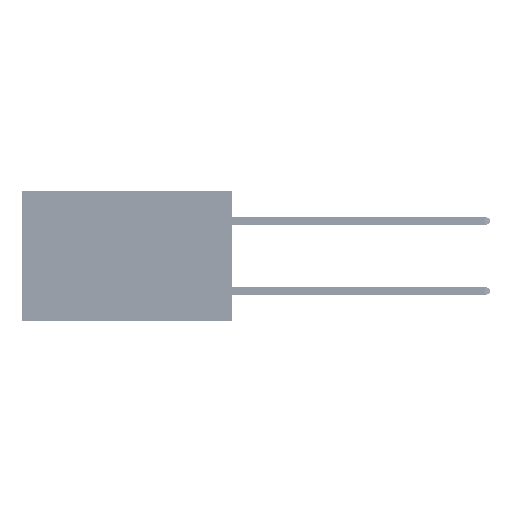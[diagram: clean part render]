
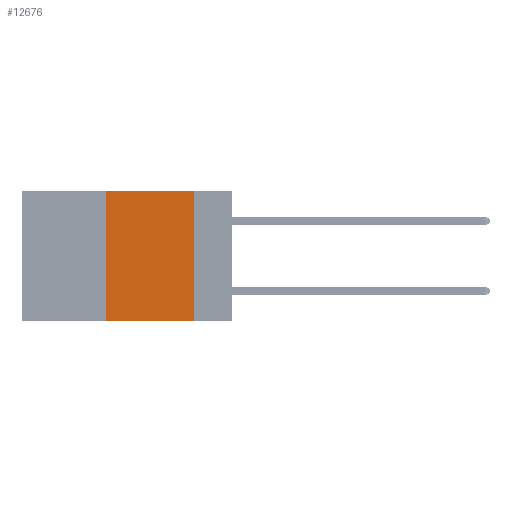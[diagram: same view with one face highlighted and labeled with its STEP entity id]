
A CAD part, left-side view. The second image highlights one B-rep face of the part: STEP entity #12676.
In plain terms, the highlighted planar face has unit normal (-1, 0, 0).
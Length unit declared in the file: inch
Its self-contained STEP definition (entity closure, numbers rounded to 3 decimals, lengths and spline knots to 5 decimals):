
#240 = CARTESIAN_POINT ( 'NONE',  ( 0., 0.6, 0. ) ) ;
#528 = VERTEX_POINT ( 'NONE', #16776 ) ;
#4063 = CARTESIAN_POINT ( 'NONE',  ( 0., 0.11, 0. ) ) ;
#4276 = EDGE_CURVE ( 'NONE', #37848, #528, #40174, .T. ) ;
#7675 = LINE ( 'NONE', #240, #17868 ) ;
#8366 = ORIENTED_EDGE ( 'NONE', *, *, #4276, .T. ) ;
#10017 = VECTOR ( 'NONE', #22972, 39.37008 ) ;
#10209 = AXIS2_PLACEMENT_3D ( 'NONE', #37795, #13213, #17326 ) ;
#12676 = ADVANCED_FACE ( 'NONE', ( #37467 ), #25626, .F. ) ;
#13213 = DIRECTION ( 'NONE',  ( 1., 0., 0. ) ) ;
#14717 = DIRECTION ( 'NONE',  ( 0., 0., 1. ) ) ;
#16776 = CARTESIAN_POINT ( 'NONE',  ( 0., 0.11, -0.37 ) ) ;
#17326 = DIRECTION ( 'NONE',  ( 0., 0., -1. ) ) ;
#17868 = VECTOR ( 'NONE', #24999, 39.37008 ) ;
#18162 = LINE ( 'NONE', #23012, #43190 ) ;
#18729 = EDGE_CURVE ( 'NONE', #42488, #47464, #7675, .T. ) ;
#20444 = ORIENTED_EDGE ( 'NONE', *, *, #18729, .F. ) ;
#22126 = EDGE_CURVE ( 'NONE', #47464, #528, #23076, .T. ) ;
#22895 = CARTESIAN_POINT ( 'NONE',  ( 0., 0.36, -0.37 ) ) ;
#22972 = DIRECTION ( 'NONE',  ( 0., -1., 0. ) ) ;
#23012 = CARTESIAN_POINT ( 'NONE',  ( 0., 0.36, 0. ) ) ;
#23076 = LINE ( 'NONE', #4063, #27502 ) ;
#24999 = DIRECTION ( 'NONE',  ( 0., -1., 0. ) ) ;
#25626 = PLANE ( 'NONE',  #10209 ) ;
#27502 = VECTOR ( 'NONE', #41016, 39.37008 ) ;
#28058 = ORIENTED_EDGE ( 'NONE', *, *, #22126, .F. ) ;
#34537 = CARTESIAN_POINT ( 'NONE',  ( 0., 0.11, 0. ) ) ;
#34740 = ORIENTED_EDGE ( 'NONE', *, *, #36047, .F. ) ;
#36047 = EDGE_CURVE ( 'NONE', #37848, #42488, #18162, .T. ) ;
#37467 = FACE_OUTER_BOUND ( 'NONE', #41302, .T. ) ;
#37795 = CARTESIAN_POINT ( 'NONE',  ( 0., 0.6, 0. ) ) ;
#37848 = VERTEX_POINT ( 'NONE', #22895 ) ;
#40174 = LINE ( 'NONE', #51855, #10017 ) ;
#41016 = DIRECTION ( 'NONE',  ( 0., 0., -1. ) ) ;
#41302 = EDGE_LOOP ( 'NONE', ( #28058, #20444, #34740, #8366 ) ) ;
#42488 = VERTEX_POINT ( 'NONE', #44144 ) ;
#43190 = VECTOR ( 'NONE', #14717, 39.37008 ) ;
#44144 = CARTESIAN_POINT ( 'NONE',  ( 0., 0.36, 0. ) ) ;
#47464 = VERTEX_POINT ( 'NONE', #34537 ) ;
#51855 = CARTESIAN_POINT ( 'NONE',  ( 0., 0.6, -0.37 ) ) ;
